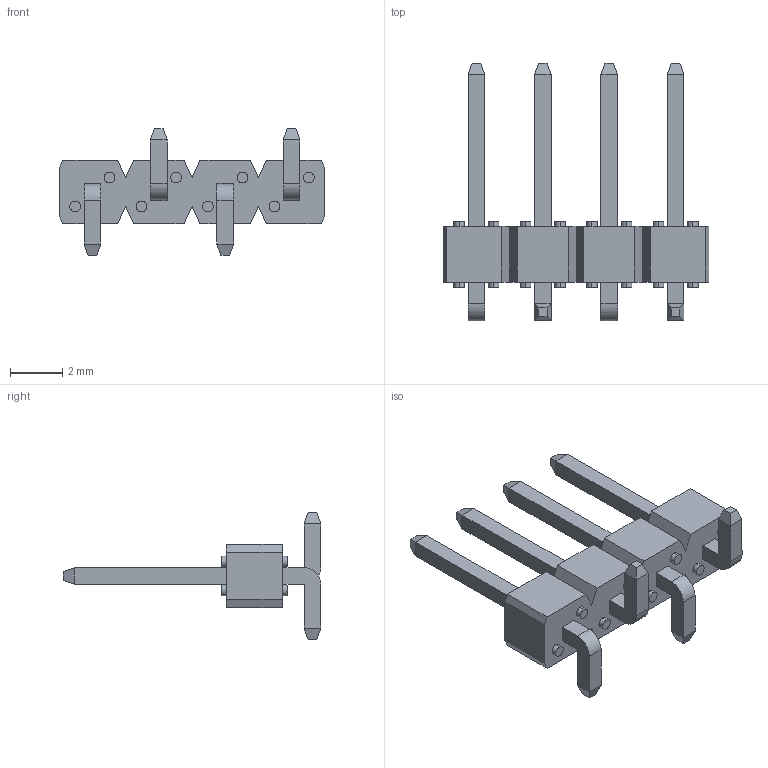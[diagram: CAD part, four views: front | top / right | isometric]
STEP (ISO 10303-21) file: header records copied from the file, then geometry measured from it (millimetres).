
FILE_DESCRIPTION (( 'STEP AP214' ), '1' );
FILE_NAME ('10129380-904001BLF.STEP', '2023-05-20T11:56:05', ( '' ), ( '' ), 'SwSTEP 2.0', 'SolidWorks 2021', '' );
FILE_SCHEMA (( 'AUTOMOTIVE_DESIGN' ));
Length unit declared in the file: millimetre
Products named in the file (3): 10129380-additional body_04; 10129380-904001BLF; pin^10129380-additional
Assembly tree (5 placements, depth 2):
  10129380-904001BLF
    10129380-additional body_04
    pin^10129380-additional  x4
Bounding box: 10.16 x 9.85 x 4.83 mm (x, y, z)
Volume: 65.4 mm3; surface area: 252.9 mm2
Topology: 5 solids, 5 shells, 160 faces, 370 edges, 236 vertices
Faces by surface type: plane 124, cylinder 36
Entity records: 3285 total; most frequent: DIRECTION 559, CARTESIAN_POINT 546, ORIENTED_EDGE 518, EDGE_CURVE 259, LINE 193, VECTOR 193, AXIS2_PLACEMENT_3D 183, VERTEX_POINT 170
